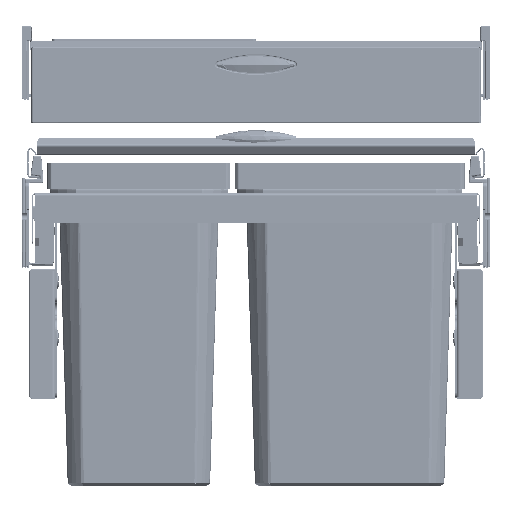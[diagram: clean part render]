
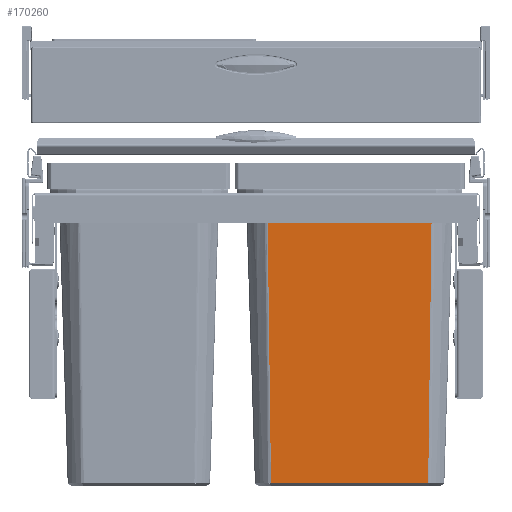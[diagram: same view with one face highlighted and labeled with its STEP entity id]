
A CAD part, top view. The second image highlights one B-rep face of the part: STEP entity #170260.
In plain terms, the highlighted planar face has unit normal (0, -0.031, 1).
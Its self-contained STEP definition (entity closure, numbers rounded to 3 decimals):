
#42429=EDGE_CURVE('9833',#91475,#91472,#91476,.T.);
#42481=EDGE_CURVE('9781',#91472,#91543,#91546,.T.);
#42483=EDGE_CURVE('9817',#91548,#91543,#91549,.T.);
#42485=EDGE_CURVE('9786',#91475,#91548,#91551,.T.);
#91472=VERTEX_POINT('',#169232);
#91475=VERTEX_POINT('',#169243);
#91476=LINE('',#169244,#169245);
#91543=VERTEX_POINT('',#169442);
#91546=B_SPLINE_CURVE_WITH_KNOTS('',3,(#169451,#169452,#169453,#169454,#169455,#169456),.UNSPECIFIED.,.F.,.F.,(4,1,1,4),(0.0,0.333,0.667,1.0),.UNSPECIFIED.);
#91548=VERTEX_POINT('',#169459);
#91549=LINE('',#169460,#169461);
#91551=B_SPLINE_CURVE_WITH_KNOTS('',3,(#169464,#169465,#169466,#169467,#169468,#169469),.UNSPECIFIED.,.F.,.F.,(4,1,1,4),(0.0,0.333,0.667,1.0),.UNSPECIFIED.);
#169232=CARTESIAN_POINT('',(11.171,9.8,-11.929));
#169243=CARTESIAN_POINT('',(176.029,9.8,-11.929));
#169244=CARTESIAN_POINT('',(176.029,9.8,-11.929));
#169245=VECTOR('',#251686,164.857);
#169442=CARTESIAN_POINT('',(15.02,-290.329,-21.284));
#169451=CARTESIAN_POINT('',(11.171,9.8,-11.929));
#169452=CARTESIAN_POINT('',(11.617,-25.284,-13.022));
#169453=CARTESIAN_POINT('',(12.496,-94.295,-15.173));
#169454=CARTESIAN_POINT('',(13.778,-194.335,-18.292));
#169455=CARTESIAN_POINT('',(14.609,-258.716,-20.299));
#169456=CARTESIAN_POINT('',(15.02,-290.329,-21.284));
#169459=CARTESIAN_POINT('',(172.18,-290.329,-21.284));
#169460=CARTESIAN_POINT('',(172.18,-290.329,-21.284));
#169461=VECTOR('',#251696,157.161);
#169464=CARTESIAN_POINT('',(176.029,9.8,-11.929));
#169465=CARTESIAN_POINT('',(175.583,-25.284,-13.022));
#169466=CARTESIAN_POINT('',(174.704,-94.295,-15.173));
#169467=CARTESIAN_POINT('',(173.422,-194.335,-18.292));
#169468=CARTESIAN_POINT('',(172.591,-258.716,-20.299));
#169469=CARTESIAN_POINT('',(172.18,-290.329,-21.284));
#170260=ADVANCED_FACE('7138',(#252056),#252057,.T.);
#251686=DIRECTION('',(-1.0,0.0,0.0));
#251696=DIRECTION('',(-1.0,0.0,0.0));
#252056=FACE_OUTER_BOUND('',#295669,.T.);
#252057=PLANE('',#295670);
#295669=EDGE_LOOP('',(#336583,#336584,#336585,#336586));
#295670=AXIS2_PLACEMENT_3D('',#336587,#336588,#336589);
#336583=ORIENTED_EDGE('',*,*,#42483,.F.);
#336584=ORIENTED_EDGE('',*,*,#42485,.F.);
#336585=ORIENTED_EDGE('',*,*,#42429,.T.);
#336586=ORIENTED_EDGE('',*,*,#42481,.T.);
#336587=CARTESIAN_POINT('',(93.6,-130.469,-16.301));
#336588=DIRECTION('',(0.0,-0.031,1.));
#336589=DIRECTION('',(1.0,0.0,0.0));
